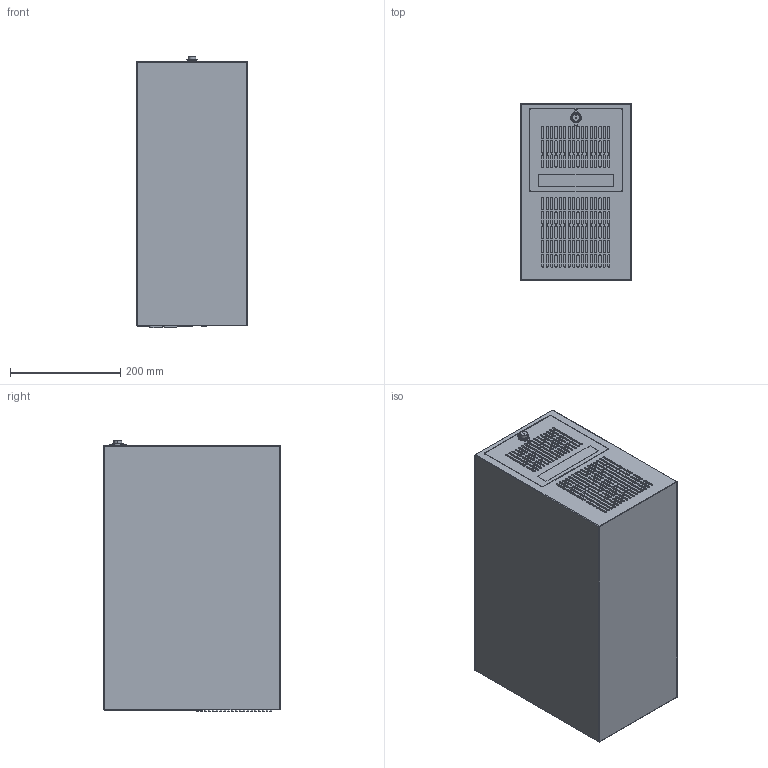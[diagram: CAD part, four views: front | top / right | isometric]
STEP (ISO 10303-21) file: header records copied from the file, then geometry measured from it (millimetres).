
FILE_DESCRIPTION (( 'STEP AP203' ), '1' );
FILE_NAME ('IPC-7220.STEP', '2007-05-23T00:22:17', ( 'Anderson Professional Modeling' ), ( 'Anderson Professional Modeling' ), 'SwSTEP 2.0', 'SolidWorks 2007', '' );
FILE_SCHEMA (( 'CONFIG_CONTROL_DESIGN' ));
Length unit declared in the file: millimetre
Products named in the file (1): IPC-7220
Bounding box: 200 x 320 x 493.5 mm (x, y, z)
Volume: 30655685.6 mm3; surface area: 663107.6 mm2
Topology: 1 solids, 1 shells, 1503 faces, 3755 edges, 2484 vertices
Faces by surface type: plane 848, cylinder 637, torus 10, sphere 8
Entity records: 45086 total; most frequent: DIRECTION 8025, CARTESIAN_POINT 7785, ORIENTED_EDGE 7494, EDGE_CURVE 3747, AXIS2_PLACEMENT_3D 2784, VERTEX_POINT 2484, VECTOR 2457, LINE 2457
